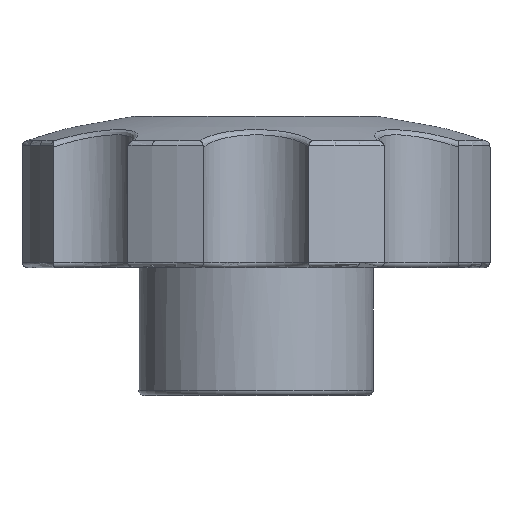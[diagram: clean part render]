
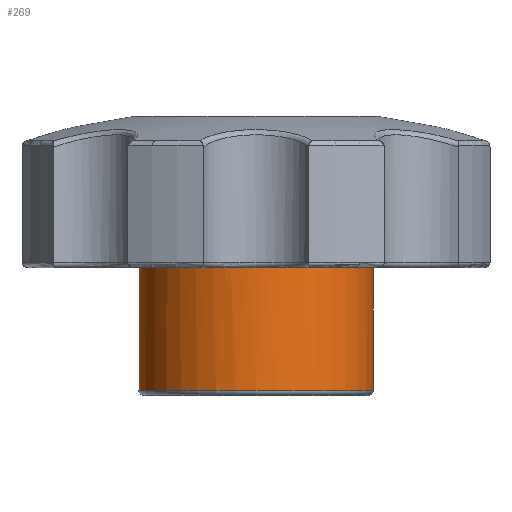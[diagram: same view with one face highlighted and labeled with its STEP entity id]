
A CAD part, front view. The second image highlights one B-rep face of the part: STEP entity #269.
In plain terms, the highlighted cylindrical face has radius 11 mm (diameter 22 mm), a full revolution.
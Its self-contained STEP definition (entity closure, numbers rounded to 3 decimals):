
#269 = ADVANCED_FACE( '', ( #547, #548 ), #549, .T. );
#547 = FACE_OUTER_BOUND( '', #3314, .T. );
#548 = FACE_OUTER_BOUND( '', #3315, .T. );
#549 = CYLINDRICAL_SURFACE( '', #3316, 11. );
#3314 = EDGE_LOOP( '', ( #4002 ) );
#3315 = EDGE_LOOP( '', ( #4003, #4004, #4005, #4006, #4007, #4008, #4009, #4010, #4011, #4012, #4013, #4014, #4015, #4016, #4017, #4018 ) );
#3316 = AXIS2_PLACEMENT_3D( '', #4019, #4020, #4021 );
#4002 = ORIENTED_EDGE( '', *, *, #4155, .T. );
#4003 = ORIENTED_EDGE( '', *, *, #4264, .F. );
#4004 = ORIENTED_EDGE( '', *, *, #4050, .T. );
#4005 = ORIENTED_EDGE( '', *, *, #4092, .F. );
#4006 = ORIENTED_EDGE( '', *, *, #4313, .T. );
#4007 = ORIENTED_EDGE( '', *, *, #4045, .F. );
#4008 = ORIENTED_EDGE( '', *, *, #4035, .T. );
#4009 = ORIENTED_EDGE( '', *, *, #4112, .F. );
#4010 = ORIENTED_EDGE( '', *, *, #4250, .T. );
#4011 = ORIENTED_EDGE( '', *, *, #4273, .F. );
#4012 = ORIENTED_EDGE( '', *, *, #4125, .T. );
#4013 = ORIENTED_EDGE( '', *, *, #4267, .F. );
#4014 = ORIENTED_EDGE( '', *, *, #4247, .T. );
#4015 = ORIENTED_EDGE( '', *, *, #4241, .F. );
#4016 = ORIENTED_EDGE( '', *, *, #4282, .T. );
#4017 = ORIENTED_EDGE( '', *, *, #4306, .F. );
#4018 = ORIENTED_EDGE( '', *, *, #4294, .T. );
#4019 = CARTESIAN_POINT( '', ( 0., 0., 25.7 ) );
#4020 = DIRECTION( '', ( 0., 0., -1. ) );
#4021 = DIRECTION( '', ( 1., 0., 0. ) );
#4035 = EDGE_CURVE( '', #4323, #4321, #4324, .F. );
#4045 = EDGE_CURVE( '', #4323, #4337, #4340, .T. );
#4050 = EDGE_CURVE( '', #4349, #4347, #4350, .F. );
#4092 = EDGE_CURVE( '', #4417, #4347, #4419, .T. );
#4112 = EDGE_CURVE( '', #4451, #4321, #4453, .T. );
#4125 = EDGE_CURVE( '', #4474, #4472, #4475, .F. );
#4155 = EDGE_CURVE( '', #4519, #4519, #4520, .T. );
#4241 = EDGE_CURVE( '', #4643, #4641, #4645, .T. );
#4247 = EDGE_CURVE( '', #4651, #4641, #4653, .T. );
#4250 = EDGE_CURVE( '', #4451, #4655, #4657, .T. );
#4264 = EDGE_CURVE( '', #4349, #4674, #4675, .T. );
#4267 = EDGE_CURVE( '', #4651, #4472, #4678, .T. );
#4273 = EDGE_CURVE( '', #4474, #4655, #4685, .T. );
#4282 = EDGE_CURVE( '', #4643, #4694, #4696, .F. );
#4294 = EDGE_CURVE( '', #4709, #4674, #4711, .T. );
#4306 = EDGE_CURVE( '', #4709, #4694, #4723, .T. );
#4313 = EDGE_CURVE( '', #4417, #4337, #4730, .T. );
#4321 = VERTEX_POINT( '', #4771 );
#4323 = VERTEX_POINT( '', #4774 );
#4324 = LINE( '', #4775, #4776 );
#4337 = VERTEX_POINT( '', #4873 );
#4340 = CIRCLE( '', #4882, 11. );
#4347 = VERTEX_POINT( '', #4924 );
#4349 = VERTEX_POINT( '', #4927 );
#4350 = LINE( '', #4928, #4929 );
#4417 = VERTEX_POINT( '', #5256 );
#4419 = CIRCLE( '', #5259, 11. );
#4451 = VERTEX_POINT( '', #5310 );
#4453 = CIRCLE( '', #5313, 11. );
#4472 = VERTEX_POINT( '', #5417 );
#4474 = VERTEX_POINT( '', #5420 );
#4475 = LINE( '', #5421, #5422 );
#4519 = VERTEX_POINT( '', #5999 );
#4520 = CIRCLE( '', #6000, 11. );
#4641 = VERTEX_POINT( '', #6847 );
#4643 = VERTEX_POINT( '', #6855 );
#4645 = CIRCLE( '', #6863, 11. );
#4651 = VERTEX_POINT( '', #6973 );
#4653 = LINE( '', #6976, #6977 );
#4655 = VERTEX_POINT( '', #6979 );
#4657 = LINE( '', #6987, #6988 );
#4674 = VERTEX_POINT( '', #7012 );
#4675 = CIRCLE( '', #7013, 11. );
#4678 = CIRCLE( '', #7022, 11. );
#4685 = CIRCLE( '', #7033, 11. );
#4694 = VERTEX_POINT( '', #7152 );
#4696 = LINE( '', #7155, #7156 );
#4709 = VERTEX_POINT( '', #7311 );
#4711 = LINE( '', #7314, #7315 );
#4723 = CIRCLE( '', #7373, 11. );
#4730 = LINE( '', #7380, #7381 );
#4771 = CARTESIAN_POINT( '', ( 10.971, 0.8, 12.725 ) );
#4774 = CARTESIAN_POINT( '', ( 10.971, 0.8, 15.927 ) );
#4775 = CARTESIAN_POINT( '', ( 10.971, 0.8, 25.7 ) );
#4776 = VECTOR( '', #7384, 1000. );
#4873 = CARTESIAN_POINT( '', ( 0.8, 10.971, 15.927 ) );
#4882 = AXIS2_PLACEMENT_3D( '', #7393, #7394, #7395 );
#4924 = CARTESIAN_POINT( '', ( -0.8, 10.971, 12.725 ) );
#4927 = CARTESIAN_POINT( '', ( -0.8, 10.971, 15.927 ) );
#4928 = CARTESIAN_POINT( '', ( -0.8, 10.971, 25.7 ) );
#4929 = VECTOR( '', #7397, 1000. );
#5256 = CARTESIAN_POINT( '', ( 0.8, 10.971, 12.725 ) );
#5259 = AXIS2_PLACEMENT_3D( '', #7448, #7449, #7450 );
#5310 = CARTESIAN_POINT( '', ( 10.971, -0.8, 12.725 ) );
#5313 = AXIS2_PLACEMENT_3D( '', #7476, #7477, #7478 );
#5417 = CARTESIAN_POINT( '', ( 0.8, -10.971, 12.725 ) );
#5420 = CARTESIAN_POINT( '', ( 0.8, -10.971, 15.927 ) );
#5421 = CARTESIAN_POINT( '', ( 0.8, -10.971, 25.7 ) );
#5422 = VECTOR( '', #7489, 1000. );
#5999 = CARTESIAN_POINT( '', ( 11., 0., 0.5 ) );
#6000 = AXIS2_PLACEMENT_3D( '', #7509, #7510, #7511 );
#6847 = CARTESIAN_POINT( '', ( -0.8, -10.971, 15.927 ) );
#6855 = CARTESIAN_POINT( '', ( -10.971, -0.8, 15.927 ) );
#6863 = AXIS2_PLACEMENT_3D( '', #7593, #7594, #7595 );
#6973 = CARTESIAN_POINT( '', ( -0.8, -10.971, 12.725 ) );
#6976 = CARTESIAN_POINT( '', ( -0.8, -10.971, 25.7 ) );
#6977 = VECTOR( '', #7597, 1000. );
#6979 = CARTESIAN_POINT( '', ( 10.971, -0.8, 15.927 ) );
#6987 = CARTESIAN_POINT( '', ( 10.971, -0.8, 25.7 ) );
#6988 = VECTOR( '', #7598, 1000. );
#7012 = CARTESIAN_POINT( '', ( -10.971, 0.8, 15.927 ) );
#7013 = AXIS2_PLACEMENT_3D( '', #7620, #7621, #7622 );
#7022 = AXIS2_PLACEMENT_3D( '', #7623, #7624, #7625 );
#7033 = AXIS2_PLACEMENT_3D( '', #7629, #7630, #7631 );
#7152 = CARTESIAN_POINT( '', ( -10.971, -0.8, 12.725 ) );
#7155 = CARTESIAN_POINT( '', ( -10.971, -0.8, 25.7 ) );
#7156 = VECTOR( '', #7636, 1000. );
#7311 = CARTESIAN_POINT( '', ( -10.971, 0.8, 12.725 ) );
#7314 = CARTESIAN_POINT( '', ( -10.971, 0.8, 25.7 ) );
#7315 = VECTOR( '', #7650, 1000. );
#7373 = AXIS2_PLACEMENT_3D( '', #7654, #7655, #7656 );
#7380 = CARTESIAN_POINT( '', ( 0.8, 10.971, 25.7 ) );
#7381 = VECTOR( '', #7657, 1000. );
#7384 = DIRECTION( '', ( 0., 0., 1. ) );
#7393 = CARTESIAN_POINT( '', ( 0., 0., 15.927 ) );
#7394 = DIRECTION( '', ( 0., 0., 1. ) );
#7395 = DIRECTION( '', ( 1., 0., 0. ) );
#7397 = DIRECTION( '', ( 0., 0., 1. ) );
#7448 = CARTESIAN_POINT( '', ( 0., 0., 12.725 ) );
#7449 = DIRECTION( '', ( 0., 0., 1. ) );
#7450 = DIRECTION( '', ( 1., 0., 0. ) );
#7476 = CARTESIAN_POINT( '', ( 0., 0., 12.725 ) );
#7477 = DIRECTION( '', ( 0., 0., 1. ) );
#7478 = DIRECTION( '', ( 1., 0., 0. ) );
#7489 = DIRECTION( '', ( 0., 0., 1. ) );
#7509 = CARTESIAN_POINT( '', ( 0., 0., 0.5 ) );
#7510 = DIRECTION( '', ( 0., 0., 1. ) );
#7511 = DIRECTION( '', ( 1., 0., 0. ) );
#7593 = CARTESIAN_POINT( '', ( 0., 0., 15.927 ) );
#7594 = DIRECTION( '', ( 0., 0., 1. ) );
#7595 = DIRECTION( '', ( 1., 0., 0. ) );
#7597 = DIRECTION( '', ( 0., 0., 1. ) );
#7598 = DIRECTION( '', ( 0., 0., 1. ) );
#7620 = CARTESIAN_POINT( '', ( 0., 0., 15.927 ) );
#7621 = DIRECTION( '', ( 0., 0., 1. ) );
#7622 = DIRECTION( '', ( 1., 0., 0. ) );
#7623 = CARTESIAN_POINT( '', ( 0., 0., 12.725 ) );
#7624 = DIRECTION( '', ( 0., 0., 1. ) );
#7625 = DIRECTION( '', ( 1., 0., 0. ) );
#7629 = CARTESIAN_POINT( '', ( 0., 0., 15.927 ) );
#7630 = DIRECTION( '', ( 0., 0., 1. ) );
#7631 = DIRECTION( '', ( 1., 0., 0. ) );
#7636 = DIRECTION( '', ( 0., 0., 1. ) );
#7650 = DIRECTION( '', ( 0., 0., 1. ) );
#7654 = CARTESIAN_POINT( '', ( 0., 0., 12.725 ) );
#7655 = DIRECTION( '', ( 0., 0., 1. ) );
#7656 = DIRECTION( '', ( 1., 0., 0. ) );
#7657 = DIRECTION( '', ( 0., 0., 1. ) );
